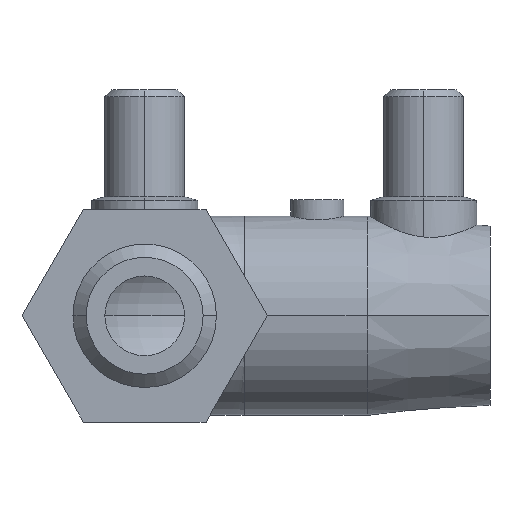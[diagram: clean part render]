
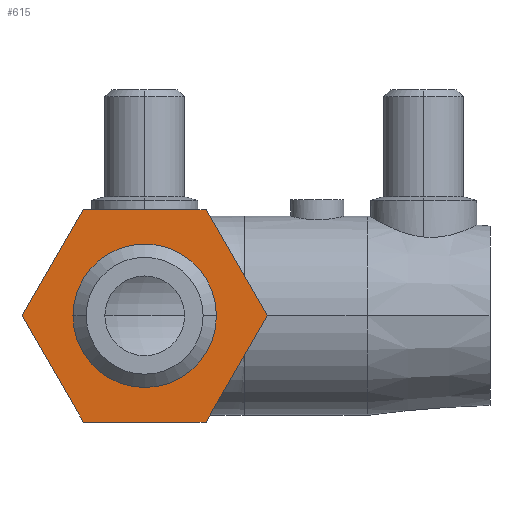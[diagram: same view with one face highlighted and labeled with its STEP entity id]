
A CAD part, front view. The second image highlights one B-rep face of the part: STEP entity #615.
In plain terms, the highlighted planar face has unit normal (0, -1, 0).
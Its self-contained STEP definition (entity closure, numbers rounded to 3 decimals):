
#415 = EDGE_CURVE( '', #473, #739, #1152, .T. );
#451 = VERTEX_POINT( '', #1192 );
#473 = VERTEX_POINT( '', #1215 );
#509 = VERTEX_POINT( '', #1257 );
#571 = EDGE_CURVE( '', #661, #451, #1321, .T. );
#587 = EDGE_CURVE( '', #509, #723, #1339, .T. );
#615 = ADVANCED_FACE( '', ( #1375, #1376 ), #1377, .T. );
#629 = VERTEX_POINT( '', #1392 );
#659 = VERTEX_POINT( '', #1424 );
#661 = VERTEX_POINT( '', #1426 );
#685 = EDGE_CURVE( '', #739, #661, #1459, .T. );
#723 = VERTEX_POINT( '', #1498 );
#739 = VERTEX_POINT( '', #1516 );
#939 = EDGE_CURVE( '', #629, #473, #1740, .T. );
#1053 = EDGE_CURVE( '', #451, #659, #1875, .T. );
#1059 = EDGE_CURVE( '', #659, #629, #1881, .T. );
#1067 = EDGE_CURVE( '', #723, #509, #1889, .T. );
#1152 = LINE( '', #1988, #1989 );
#1192 = CARTESIAN_POINT( '', ( -5.762, -80.125, -16. ) );
#1215 = CARTESIAN_POINT( '', ( -24.238, -80.125, 16. ) );
#1257 = CARTESIAN_POINT( '', ( -25.805, -80.125, 0. ) );
#1321 = LINE( '', #2277, #2278 );
#1339 = CIRCLE( '', #2337, 10.805 );
#1375 = FACE_OUTER_BOUND( '', #2377, .T. );
#1376 = FACE_BOUND( '', #2378, .T. );
#1377 = PLANE( '', #2379 );
#1392 = CARTESIAN_POINT( '', ( -5.762, -80.125, 16. ) );
#1424 = CARTESIAN_POINT( '', ( 3.475, -80.125, 0. ) );
#1426 = CARTESIAN_POINT( '', ( -24.238, -80.125, -16. ) );
#1459 = LINE( '', #2570, #2571 );
#1498 = CARTESIAN_POINT( '', ( -4.195, -80.125, 0. ) );
#1516 = CARTESIAN_POINT( '', ( -33.475, -80.125, 0. ) );
#1740 = LINE( '', #3192, #3193 );
#1875 = LINE( '', #3405, #3406 );
#1881 = LINE( '', #3416, #3417 );
#1889 = CIRCLE( '', #3428, 10.805 );
#1988 = CARTESIAN_POINT( '', ( -33.341, -80.125, 0.232 ) );
#1989 = VECTOR( '', #3521, 1. );
#2277 = CARTESIAN_POINT( '', ( -19.083, -80.125, -16. ) );
#2278 = VECTOR( '', #3699, 1. );
#2337 = AXIS2_PLACEMENT_3D( '', #3717, #3718, #3719 );
#2377 = EDGE_LOOP( '', ( #3780, #3781, #3782, #3783, #3784, #3785 ) );
#2378 = EDGE_LOOP( '', ( #3786, #3787 ) );
#2379 = AXIS2_PLACEMENT_3D( '', #3788, #3789, #3790 );
#2570 = CARTESIAN_POINT( '', ( -28.722, -80.125, -8.232 ) );
#2571 = VECTOR( '', #3897, 1. );
#3192 = CARTESIAN_POINT( '', ( -28.32, -80.125, 16. ) );
#3193 = VECTOR( '', #4204, 1. );
#3405 = CARTESIAN_POINT( '', ( -1.01, -80.125, -7.768 ) );
#3406 = VECTOR( '', #4383, 1. );
#3416 = CARTESIAN_POINT( '', ( -5.628, -80.125, 15.768 ) );
#3417 = VECTOR( '', #4388, 1. );
#3428 = AXIS2_PLACEMENT_3D( '', #4395, #4396, #4397 );
#3521 = DIRECTION( '', ( -0.5, 0., -0.866 ) );
#3699 = DIRECTION( '', ( 1., 0., 0. ) );
#3717 = CARTESIAN_POINT( '', ( -15., -80.125, 0. ) );
#3718 = DIRECTION( '', ( 0., -1., 0. ) );
#3719 = DIRECTION( '', ( -1., 0., 0. ) );
#3780 = ORIENTED_EDGE( '', *, *, #415, .T. );
#3781 = ORIENTED_EDGE( '', *, *, #685, .T. );
#3782 = ORIENTED_EDGE( '', *, *, #571, .T. );
#3783 = ORIENTED_EDGE( '', *, *, #1053, .T. );
#3784 = ORIENTED_EDGE( '', *, *, #1059, .T. );
#3785 = ORIENTED_EDGE( '', *, *, #939, .T. );
#3786 = ORIENTED_EDGE( '', *, *, #587, .F. );
#3787 = ORIENTED_EDGE( '', *, *, #1067, .F. );
#3788 = CARTESIAN_POINT( '', ( -32.403, -80.125, 0. ) );
#3789 = DIRECTION( '', ( 0., -1., 0. ) );
#3790 = DIRECTION( '', ( -1., 0., 0. ) );
#3897 = DIRECTION( '', ( 0.5, 0., -0.866 ) );
#4204 = DIRECTION( '', ( -1., 0., 0. ) );
#4383 = DIRECTION( '', ( 0.5, 0., 0.866 ) );
#4388 = DIRECTION( '', ( -0.5, 0., 0.866 ) );
#4395 = CARTESIAN_POINT( '', ( -15., -80.125, 0. ) );
#4396 = DIRECTION( '', ( 0., -1., 0. ) );
#4397 = DIRECTION( '', ( -1., 0., 0. ) );
